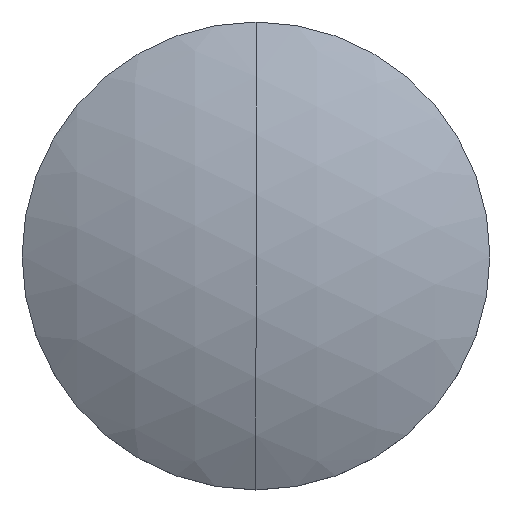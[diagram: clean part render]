
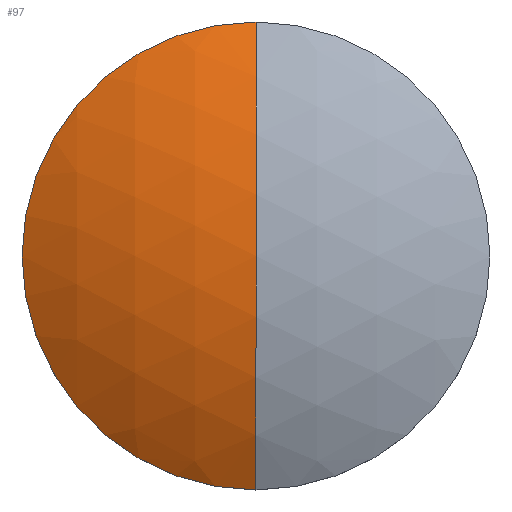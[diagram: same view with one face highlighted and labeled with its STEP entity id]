
A CAD part, top view. The second image highlights one B-rep face of the part: STEP entity #97.
In plain terms, the highlighted spherical face has radius 24.53 mm.
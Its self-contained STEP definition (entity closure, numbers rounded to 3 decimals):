
#19 = EDGE_CURVE ( 'NONE', #51, #20, #107, .T. ) ;
#20 = VERTEX_POINT ( 'NONE', #102 ) ;
#21 = ORIENTED_EDGE ( 'NONE', *, *, #93, .T. ) ;
#50 = ORIENTED_EDGE ( 'NONE', *, *, #19, .T. ) ;
#51 = VERTEX_POINT ( 'NONE', #190 ) ;
#87 = ORIENTED_EDGE ( 'NONE', *, *, #88, .F. ) ;
#88 = EDGE_CURVE ( 'NONE', #90, #94, #162, .T. ) ;
#89 = ORIENTED_EDGE ( 'NONE', *, *, #91, .T. ) ;
#90 = VERTEX_POINT ( 'NONE', #275 ) ;
#91 = EDGE_CURVE ( 'NONE', #90, #51, #273, .T. ) ;
#93 = EDGE_CURVE ( 'NONE', #20, #94, #251, .T. ) ;
#94 = VERTEX_POINT ( 'NONE', #241 ) ;
#95 = EDGE_LOOP ( 'NONE', ( #50, #21, #87, #89 ) ) ;
#97 = ADVANCED_FACE ( 'NONE', ( #205 ), #223, .T. ) ;
#102 = CARTESIAN_POINT ( 'NONE',  ( 0., -12.7, 0.946 ) ) ;
#103 = DIRECTION ( 'NONE',  ( 1., 0., 0. ) ) ;
#104 = DIRECTION ( 'NONE',  ( 0., 0., 1. ) ) ;
#105 = CARTESIAN_POINT ( 'NONE',  ( 0., 0., 0.946 ) ) ;
#106 = AXIS2_PLACEMENT_3D ( 'NONE', #105, #104, #103 ) ;
#107 = CIRCLE ( 'NONE', #106, 12.7 ) ;
#158 = DIRECTION ( 'NONE',  ( 0., 0., -1. ) ) ;
#159 = DIRECTION ( 'NONE',  ( 1., 0., 0. ) ) ;
#160 = CARTESIAN_POINT ( 'NONE',  ( 0., 0., -20.04 ) ) ;
#161 = AXIS2_PLACEMENT_3D ( 'NONE', #160, #159, #158 ) ;
#162 = CIRCLE ( 'NONE', #161, 24.53 ) ;
#190 = CARTESIAN_POINT ( 'NONE',  ( -12.7, 0., 0.946 ) ) ;
#205 = FACE_OUTER_BOUND ( 'NONE', #95, .T. ) ;
#219 = DIRECTION ( 'NONE',  ( 0., 1., 0. ) ) ;
#220 = DIRECTION ( 'NONE',  ( -1., 0., 0. ) ) ;
#221 = CARTESIAN_POINT ( 'NONE',  ( 0., 0., -20.04 ) ) ;
#222 = AXIS2_PLACEMENT_3D ( 'NONE', #221, #220, #219 ) ;
#223 = SPHERICAL_SURFACE ( 'NONE', #222, 24.53 ) ;
#241 = CARTESIAN_POINT ( 'NONE',  ( 0., 0., 4.49 ) ) ;
#242 = DIRECTION ( 'NONE',  ( 0., -1., 0. ) ) ;
#243 = DIRECTION ( 'NONE',  ( -1., 0., 0. ) ) ;
#244 = CARTESIAN_POINT ( 'NONE',  ( 0., 0., -20.04 ) ) ;
#245 = AXIS2_PLACEMENT_3D ( 'NONE', #244, #243, #242 ) ;
#251 = CIRCLE ( 'NONE', #245, 24.53 ) ;
#269 = DIRECTION ( 'NONE',  ( 1., 0., 0. ) ) ;
#270 = DIRECTION ( 'NONE',  ( 0., 0., 1. ) ) ;
#271 = CARTESIAN_POINT ( 'NONE',  ( 0., 0., 0.946 ) ) ;
#272 = AXIS2_PLACEMENT_3D ( 'NONE', #271, #270, #269 ) ;
#273 = CIRCLE ( 'NONE', #272, 12.7 ) ;
#275 = CARTESIAN_POINT ( 'NONE',  ( 0., 12.7, 0.946 ) ) ;
